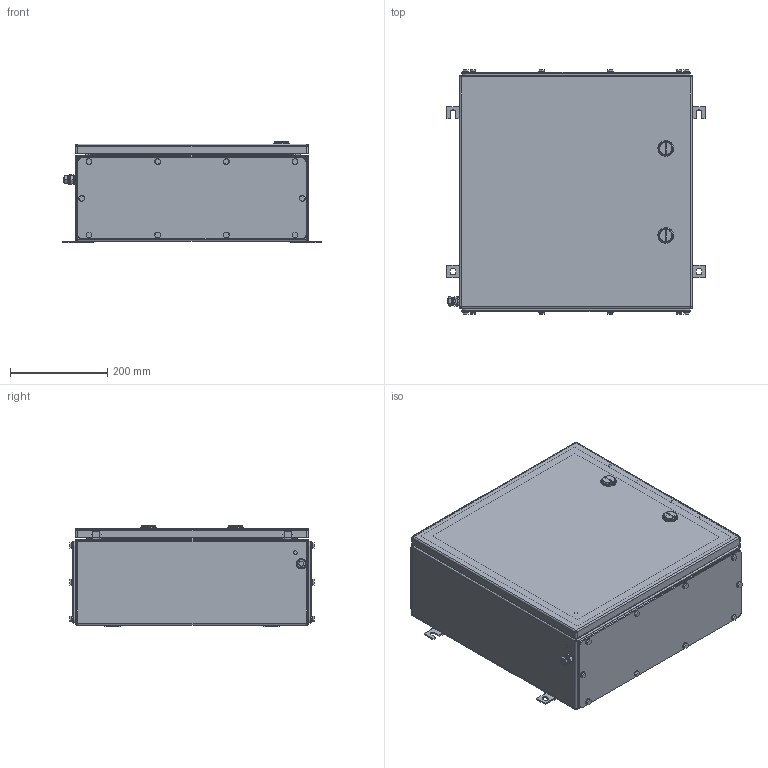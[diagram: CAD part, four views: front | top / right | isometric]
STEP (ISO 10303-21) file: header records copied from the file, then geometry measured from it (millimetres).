
FILE_DESCRIPTION(('CATIA V5 STEP Exchange','CAx-IF Rec.Pracs.--- Model Styling and Organization---1.4--- 2014-01-23'),'2;1');
FILE_NAME ('008824-5_6_1200520000_1200520000.stp','2023-03-01T18:27:19+00:00',('none'),('Weidmueller'),'CATIA Version 5-6 Release 2016 SP3 HF44','CATIA V5 STEP AP214','none');
FILE_SCHEMA(('AUTOMOTIVE_DESIGN { 1 0 10303 214 1 1 1 1 }'));
Products named in the file (1): ZUB_KTB_QL_484820_2GP
Bounding box: 531 x 502 x 209.8 mm (x, y, z)
Volume: 2010117.2 mm3; surface area: 2185008.5 mm2
Topology: 90 solids, 92 shells, 1903 faces, 4432 edges, 2762 vertices
Faces by surface type: cylinder 838, plane 805, cone 180, sphere 48, torus 24, bspline 8
Entity records: 57947 total; most frequent: CARTESIAN_POINT 14544, ORIENTED_EDGE 8664, DIRECTION 7369, EDGE_CURVE 4332, AXIS2_PLACEMENT_3D 3224, VERTEX_POINT 2762, VECTOR 2384, LINE 2384
